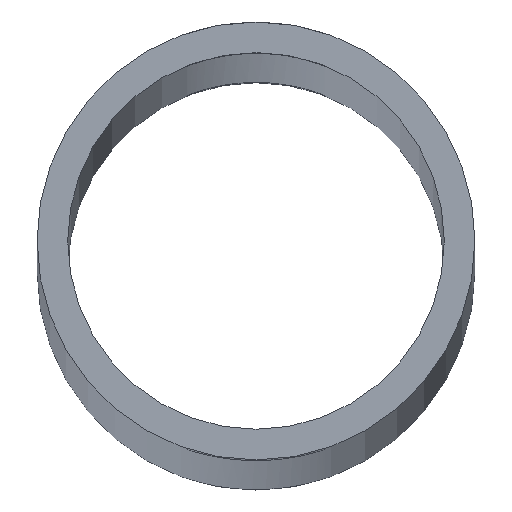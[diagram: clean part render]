
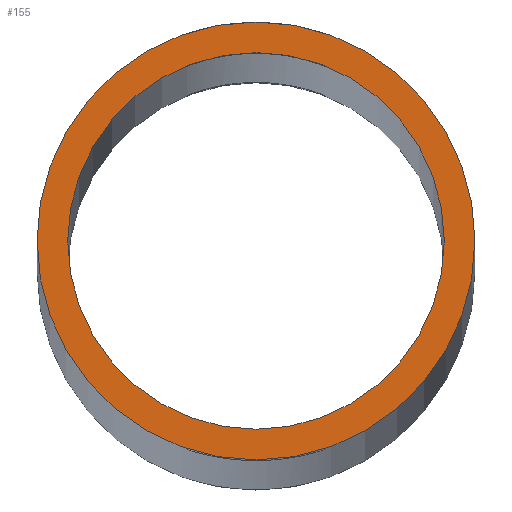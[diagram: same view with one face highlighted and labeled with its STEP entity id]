
A CAD part, top view. The second image highlights one B-rep face of the part: STEP entity #155.
In plain terms, the highlighted planar face has unit normal (0, 0, 1).
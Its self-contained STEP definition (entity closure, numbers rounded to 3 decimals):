
#15=PLANE('',#181);
#25=FACE_BOUND('',#54,.T.);
#27=CIRCLE('',#176,5.461);
#29=CIRCLE('',#179,6.35);
#37=FACE_OUTER_BOUND('',#53,.T.);
#53=EDGE_LOOP('',(#139));
#54=EDGE_LOOP('',(#140));
#85=VERTEX_POINT('',#505);
#87=VERTEX_POINT('',#511);
#101=EDGE_CURVE('',#85,#85,#27,.T.);
#104=EDGE_CURVE('',#87,#87,#29,.T.);
#139=ORIENTED_EDGE('',*,*,#104,.T.);
#140=ORIENTED_EDGE('',*,*,#101,.T.);
#155=ADVANCED_FACE('',(#37,#25),#15,.T.);
#176=AXIS2_PLACEMENT_3D('',#506,#199,#200);
#179=AXIS2_PLACEMENT_3D('',#512,#206,#207);
#181=AXIS2_PLACEMENT_3D('',#516,#211,#212);
#199=DIRECTION('center_axis',(0.,0.,-1.));
#200=DIRECTION('ref_axis',(1.,0.,0.));
#206=DIRECTION('center_axis',(0.,0.,1.));
#207=DIRECTION('ref_axis',(1.,0.,0.));
#211=DIRECTION('center_axis',(0.,0.,1.));
#212=DIRECTION('ref_axis',(1.,0.,0.));
#505=CARTESIAN_POINT('',(-5.461,0.,500.));
#506=CARTESIAN_POINT('Origin',(0.,0.,500.));
#511=CARTESIAN_POINT('',(-6.35,0.,500.));
#512=CARTESIAN_POINT('Origin',(0.,0.,500.));
#516=CARTESIAN_POINT('Origin',(0.,0.,500.));
